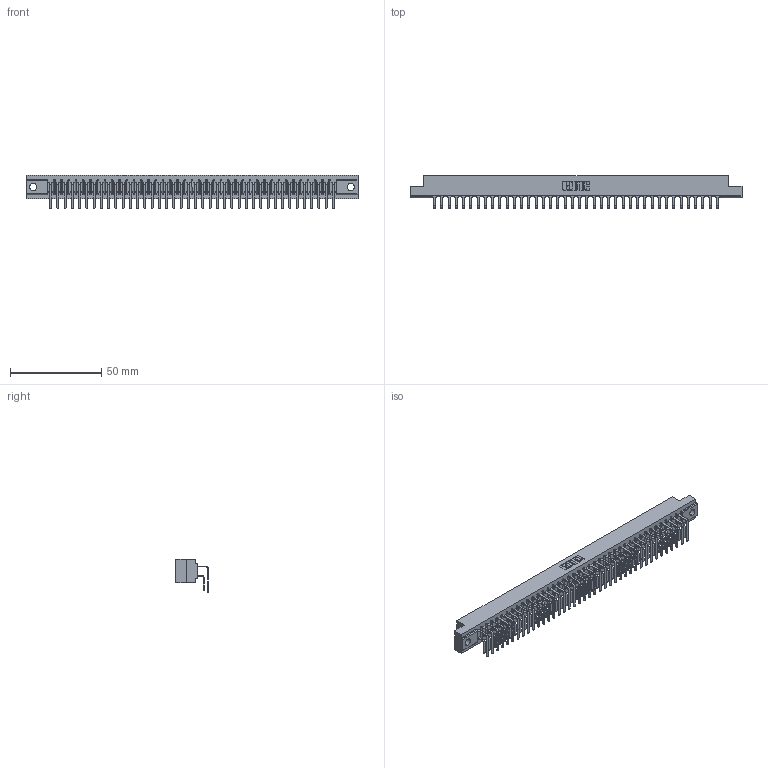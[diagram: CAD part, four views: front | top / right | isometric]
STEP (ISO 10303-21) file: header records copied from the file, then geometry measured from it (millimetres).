
FILE_DESCRIPTION (( 'STEP AP203' ), '1' );
FILE_NAME ('357-040-459-102.STEP', '2020-10-03T05:50:08', ( '' ), ( '' ), 'SwSTEP 2.0', 'SolidWorks 2020', '' );
FILE_SCHEMA (( 'CONFIG_CONTROL_DESIGN' ));
Length unit declared in the file: inch
Products named in the file (4): 307-290-001_558 559 - 1 (Single); 307-290-001_559 - 2 (Single); 357-040-459-102; 307 Part_.128 Dia Mounting Holes
Assembly tree (81 placements, depth 2):
  357-040-459-102
    307 Part_.128 Dia Mounting Holes
    307-290-001_558 559 - 1 (Single)  x40
    307-290-001_559 - 2 (Single)  x40
Bounding box: 181.51 x 17.69 x 18.07 mm (x, y, z)
Volume: 19553.9 mm3; surface area: 25752.7 mm2
Topology: 81 solids, 81 shells, 4159 faces, 11683 edges, 7570 vertices
Faces by surface type: plane 2710, cylinder 1367, sphere 82
Entity records: 37267 total; most frequent: CARTESIAN_POINT 6098, ORIENTED_EDGE 6042, DIRECTION 5973, EDGE_CURVE 3021, LINE 2315, VECTOR 2315, VERTEX_POINT 1954, AXIS2_PLACEMENT_3D 1829
